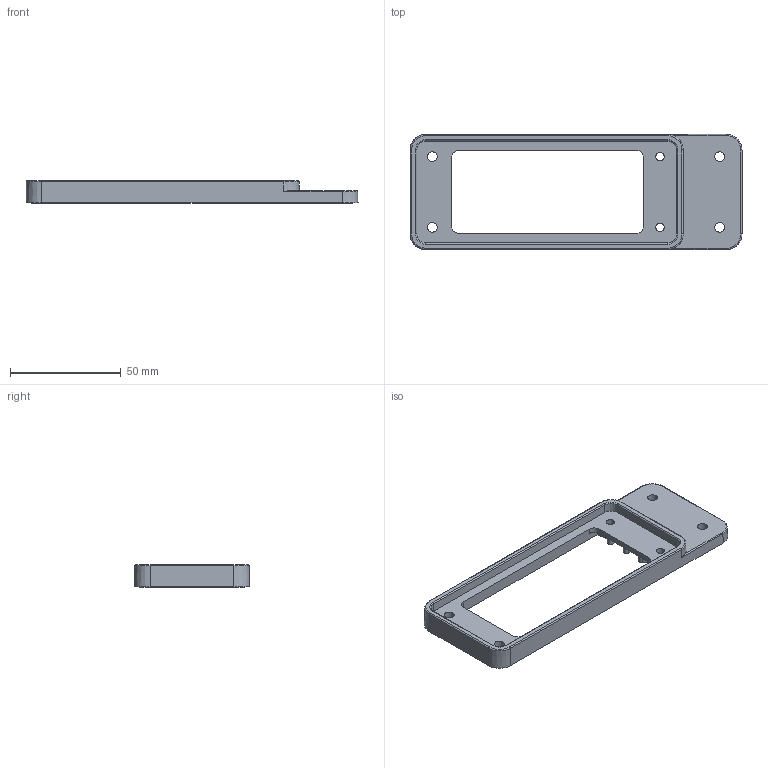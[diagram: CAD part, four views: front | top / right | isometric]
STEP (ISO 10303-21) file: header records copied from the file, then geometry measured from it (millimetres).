
FILE_DESCRIPTION (( 'STEP AP214' ), '1' );
FILE_NAME ('ZP-MC24B-2-RD16B.step', '2015-08-12T18:10:36', ( '' ), ( '' ), 'SwSTEP 2.0', 'SolidWorks 2014', '' );
FILE_SCHEMA (( 'AUTOMOTIVE_DESIGN' ));
Length unit declared in the file: millimetre
Products named in the file (1): ZP-MC24B-2-RD16B
Bounding box: 150.19 x 52.19 x 10.25 mm (x, y, z)
Volume: 25172.9 mm3; surface area: 16507.5 mm2
Topology: 1 solids, 1 shells, 169 faces, 462 edges, 300 vertices
Faces by surface type: cylinder 76, plane 65, torus 18, cone 10
Entity records: 7187 total; most frequent: DIRECTION 1004, CARTESIAN_POINT 948, ORIENTED_EDGE 924, EDGE_CURVE 462, AXIS2_PLACEMENT_3D 374, VERTEX_POINT 300, LINE 256, VECTOR 256
